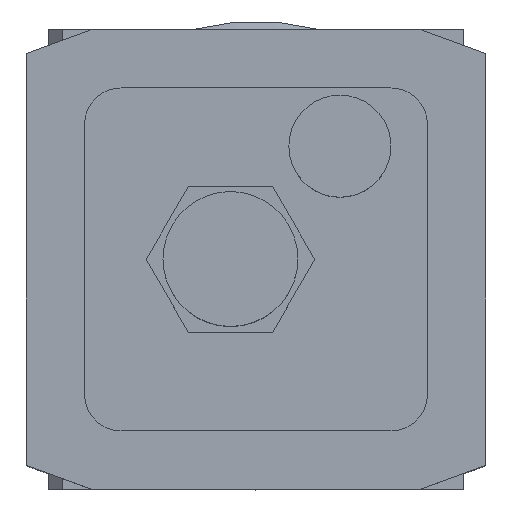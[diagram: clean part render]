
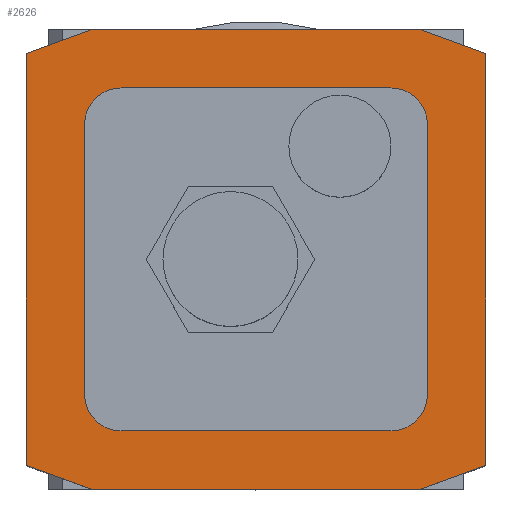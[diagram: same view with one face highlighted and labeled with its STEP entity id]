
A CAD part, top view. The second image highlights one B-rep face of the part: STEP entity #2626.
In plain terms, the highlighted planar face has unit normal (0, 0, 1).
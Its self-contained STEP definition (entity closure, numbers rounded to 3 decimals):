
#2044=CARTESIAN_POINT('',(18.5,23.5,49.5));
#2045=VERTEX_POINT('',#2044);
#2052=CARTESIAN_POINT('',(-18.5,23.5,49.5));
#2053=VERTEX_POINT('',#2052);
#2054=CARTESIAN_POINT('',(-18.5,23.5,49.5));
#2055=DIRECTION('',(1.0,0.0,0.0));
#2056=VECTOR('',#2055,37.);
#2057=LINE('',#2054,#2056);
#2058=EDGE_CURVE('',#2053,#2045,#2057,.T.);
#2083=CARTESIAN_POINT('',(23.5,18.5,49.5));
#2084=VERTEX_POINT('',#2083);
#2091=CARTESIAN_POINT('',(18.5,18.5,49.5));
#2092=DIRECTION('',(0.0,0.0,-1.0));
#2093=DIRECTION('',(-1.0,0.0,0.0));
#2094=AXIS2_PLACEMENT_3D('',#2091,#2092,#2093);
#2095=CIRCLE('',#2094,5.);
#2096=EDGE_CURVE('',#2045,#2084,#2095,.T.);
#2115=CARTESIAN_POINT('',(23.5,-18.5,49.5));
#2116=VERTEX_POINT('',#2115);
#2123=CARTESIAN_POINT('',(23.5,18.5,49.5));
#2124=DIRECTION('',(0.0,-1.0,0.0));
#2125=VECTOR('',#2124,37.);
#2126=LINE('',#2123,#2125);
#2127=EDGE_CURVE('',#2084,#2116,#2126,.T.);
#2147=CARTESIAN_POINT('',(18.5,-23.5,49.5));
#2148=VERTEX_POINT('',#2147);
#2155=CARTESIAN_POINT('',(18.5,-18.5,49.5));
#2156=DIRECTION('',(0.0,0.0,-1.0));
#2157=DIRECTION('',(0.0,1.0,0.0));
#2158=AXIS2_PLACEMENT_3D('',#2155,#2156,#2157);
#2159=CIRCLE('',#2158,5.);
#2160=EDGE_CURVE('',#2116,#2148,#2159,.T.);
#2179=CARTESIAN_POINT('',(-18.5,-23.5,49.5));
#2180=VERTEX_POINT('',#2179);
#2187=CARTESIAN_POINT('',(18.5,-23.5,49.5));
#2188=DIRECTION('',(-1.0,0.0,0.0));
#2189=VECTOR('',#2188,37.);
#2190=LINE('',#2187,#2189);
#2191=EDGE_CURVE('',#2148,#2180,#2190,.T.);
#2211=CARTESIAN_POINT('',(-23.5,-18.5,49.5));
#2212=VERTEX_POINT('',#2211);
#2219=CARTESIAN_POINT('',(-18.5,-18.5,49.5));
#2220=DIRECTION('',(0.0,0.0,-1.0));
#2221=DIRECTION('',(1.0,0.0,0.0));
#2222=AXIS2_PLACEMENT_3D('',#2219,#2220,#2221);
#2223=CIRCLE('',#2222,5.);
#2224=EDGE_CURVE('',#2180,#2212,#2223,.T.);
#2243=CARTESIAN_POINT('',(-23.5,18.5,49.5));
#2244=VERTEX_POINT('',#2243);
#2251=CARTESIAN_POINT('',(-23.5,-18.5,49.5));
#2252=DIRECTION('',(0.0,1.0,0.0));
#2253=VECTOR('',#2252,37.);
#2254=LINE('',#2251,#2253);
#2255=EDGE_CURVE('',#2212,#2244,#2254,.T.);
#2274=CARTESIAN_POINT('',(-18.5,18.5,49.5));
#2275=DIRECTION('',(0.0,0.0,-1.0));
#2276=DIRECTION('',(0.0,-1.0,0.0));
#2277=AXIS2_PLACEMENT_3D('',#2274,#2275,#2276);
#2278=CIRCLE('',#2277,5.);
#2279=EDGE_CURVE('',#2244,#2053,#2278,.T.);
#2545=CARTESIAN_POINT('',(0.,0.0,49.5));
#2546=DIRECTION('',(0.0,0.0,1.0));
#2547=DIRECTION('',(1.0,0.0,0.0));
#2548=AXIS2_PLACEMENT_3D('',#2545,#2546,#2547);
#2549=PLANE('',#2548);
#2550=CARTESIAN_POINT('',(-22.5,-31.5,49.5));
#2551=VERTEX_POINT('',#2550);
#2552=CARTESIAN_POINT('',(-31.5,-28.224,49.5));
#2553=VERTEX_POINT('',#2552);
#2554=CARTESIAN_POINT('',(-22.5,-31.5,49.5));
#2555=DIRECTION('',(-0.94,0.342,0.0));
#2556=VECTOR('',#2555,9.578);
#2557=LINE('',#2554,#2556);
#2558=EDGE_CURVE('',#2551,#2553,#2557,.T.);
#2559=ORIENTED_EDGE('',*,*,#2558,.F.);
#2560=CARTESIAN_POINT('',(22.5,-31.5,49.5));
#2561=VERTEX_POINT('',#2560);
#2562=CARTESIAN_POINT('',(22.5,-31.5,49.5));
#2563=DIRECTION('',(-1.0,0.0,0.0));
#2564=VECTOR('',#2563,45.);
#2565=LINE('',#2562,#2564);
#2566=EDGE_CURVE('',#2561,#2551,#2565,.T.);
#2567=ORIENTED_EDGE('',*,*,#2566,.F.);
#2568=CARTESIAN_POINT('',(31.5,-28.224,49.5));
#2569=VERTEX_POINT('',#2568);
#2570=CARTESIAN_POINT('',(31.5,-28.224,49.5));
#2571=DIRECTION('',(-0.94,-0.342,0.0));
#2572=VECTOR('',#2571,9.578);
#2573=LINE('',#2570,#2572);
#2574=EDGE_CURVE('',#2569,#2561,#2573,.T.);
#2575=ORIENTED_EDGE('',*,*,#2574,.F.);
#2576=CARTESIAN_POINT('',(31.5,28.224,49.5));
#2577=VERTEX_POINT('',#2576);
#2578=CARTESIAN_POINT('',(31.5,28.224,49.5));
#2579=DIRECTION('',(0.0,-1.0,0.0));
#2580=VECTOR('',#2579,56.449);
#2581=LINE('',#2578,#2580);
#2582=EDGE_CURVE('',#2577,#2569,#2581,.T.);
#2583=ORIENTED_EDGE('',*,*,#2582,.F.);
#2584=CARTESIAN_POINT('',(22.5,31.5,49.5));
#2585=VERTEX_POINT('',#2584);
#2586=CARTESIAN_POINT('',(22.5,31.5,49.5));
#2587=DIRECTION('',(0.94,-0.342,0.0));
#2588=VECTOR('',#2587,9.578);
#2589=LINE('',#2586,#2588);
#2590=EDGE_CURVE('',#2585,#2577,#2589,.T.);
#2591=ORIENTED_EDGE('',*,*,#2590,.F.);
#2592=CARTESIAN_POINT('',(-22.5,31.5,49.5));
#2593=VERTEX_POINT('',#2592);
#2594=CARTESIAN_POINT('',(-22.5,31.5,49.5));
#2595=DIRECTION('',(1.0,0.0,0.0));
#2596=VECTOR('',#2595,45.);
#2597=LINE('',#2594,#2596);
#2598=EDGE_CURVE('',#2593,#2585,#2597,.T.);
#2599=ORIENTED_EDGE('',*,*,#2598,.F.);
#2600=CARTESIAN_POINT('',(-31.5,28.224,49.5));
#2601=VERTEX_POINT('',#2600);
#2602=CARTESIAN_POINT('',(-31.5,28.224,49.5));
#2603=DIRECTION('',(0.94,0.342,0.0));
#2604=VECTOR('',#2603,9.578);
#2605=LINE('',#2602,#2604);
#2606=EDGE_CURVE('',#2601,#2593,#2605,.T.);
#2607=ORIENTED_EDGE('',*,*,#2606,.F.);
#2608=CARTESIAN_POINT('',(-31.5,-28.224,49.5));
#2609=DIRECTION('',(0.0,1.0,0.0));
#2610=VECTOR('',#2609,56.449);
#2611=LINE('',#2608,#2610);
#2612=EDGE_CURVE('',#2553,#2601,#2611,.T.);
#2613=ORIENTED_EDGE('',*,*,#2612,.F.);
#2614=EDGE_LOOP('',(#2559,#2567,#2575,#2583,#2591,#2599,#2607,#2613));
#2615=FACE_OUTER_BOUND('',#2614,.T.);
#2616=ORIENTED_EDGE('',*,*,#2058,.T.);
#2617=ORIENTED_EDGE('',*,*,#2096,.T.);
#2618=ORIENTED_EDGE('',*,*,#2127,.T.);
#2619=ORIENTED_EDGE('',*,*,#2160,.T.);
#2620=ORIENTED_EDGE('',*,*,#2191,.T.);
#2621=ORIENTED_EDGE('',*,*,#2224,.T.);
#2622=ORIENTED_EDGE('',*,*,#2255,.T.);
#2623=ORIENTED_EDGE('',*,*,#2279,.T.);
#2624=EDGE_LOOP('',(#2616,#2617,#2618,#2619,#2620,#2621,#2622,#2623));
#2625=FACE_BOUND('',#2624,.T.);
#2626=ADVANCED_FACE('',(#2615,#2625),#2549,.T.);
